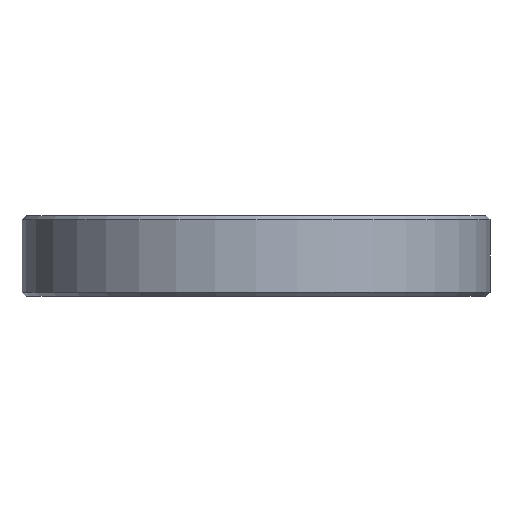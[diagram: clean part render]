
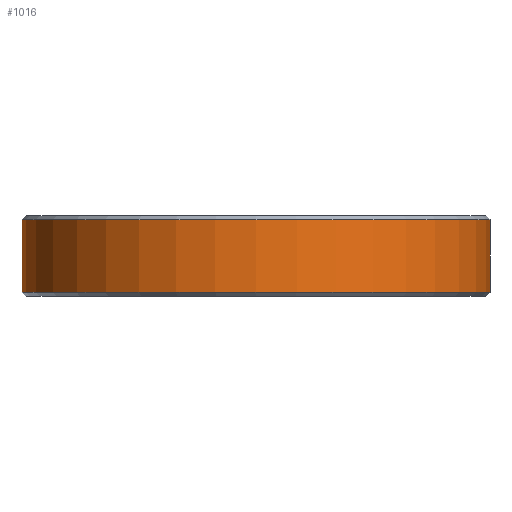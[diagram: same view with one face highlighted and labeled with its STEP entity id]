
A CAD part, front view. The second image highlights one B-rep face of the part: STEP entity #1016.
In plain terms, the highlighted cylindrical face has radius 11.6 mm (diameter 23.2 mm), a full revolution.
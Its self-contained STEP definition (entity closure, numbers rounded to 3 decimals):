
#71=LINE('',#2700,#84);
#84=VECTOR('',#1488,11.6);
#94=CYLINDRICAL_SURFACE('',#1179,11.6);
#142=FACE_OUTER_BOUND('',#197,.T.);
#197=EDGE_LOOP('',(#942,#943,#944,#945));
#299=CIRCLE('',#1177,11.6);
#301=CIRCLE('',#1180,11.6);
#466=VERTEX_POINT('',#2692);
#468=VERTEX_POINT('',#2698);
#624=EDGE_CURVE('',#466,#466,#299,.T.);
#627=EDGE_CURVE('',#468,#468,#301,.T.);
#628=EDGE_CURVE('',#468,#466,#71,.T.);
#942=ORIENTED_EDGE('',*,*,#627,.F.);
#943=ORIENTED_EDGE('',*,*,#628,.T.);
#944=ORIENTED_EDGE('',*,*,#624,.F.);
#945=ORIENTED_EDGE('',*,*,#628,.F.);
#1016=ADVANCED_FACE('',(#142),#94,.T.);
#1177=AXIS2_PLACEMENT_3D('',#2693,#1479,#1480);
#1179=AXIS2_PLACEMENT_3D('',#2697,#1484,#1485);
#1180=AXIS2_PLACEMENT_3D('',#2699,#1486,#1487);
#1479=DIRECTION('center_axis',(0.,0.,-1.));
#1480=DIRECTION('ref_axis',(1.,0.,0.));
#1484=DIRECTION('center_axis',(0.,0.,1.));
#1485=DIRECTION('ref_axis',(1.,0.,0.));
#1486=DIRECTION('center_axis',(0.,0.,1.));
#1487=DIRECTION('ref_axis',(1.,0.,0.));
#1488=DIRECTION('',(0.,0.,-1.));
#2692=CARTESIAN_POINT('',(-11.6,0.,0.2));
#2693=CARTESIAN_POINT('Origin',(0.,0.,0.2));
#2697=CARTESIAN_POINT('Origin',(0.,0.,0.));
#2698=CARTESIAN_POINT('',(-11.6,0.,3.8));
#2699=CARTESIAN_POINT('Origin',(0.,0.,3.8));
#2700=CARTESIAN_POINT('',(-11.6,0.,0.));
